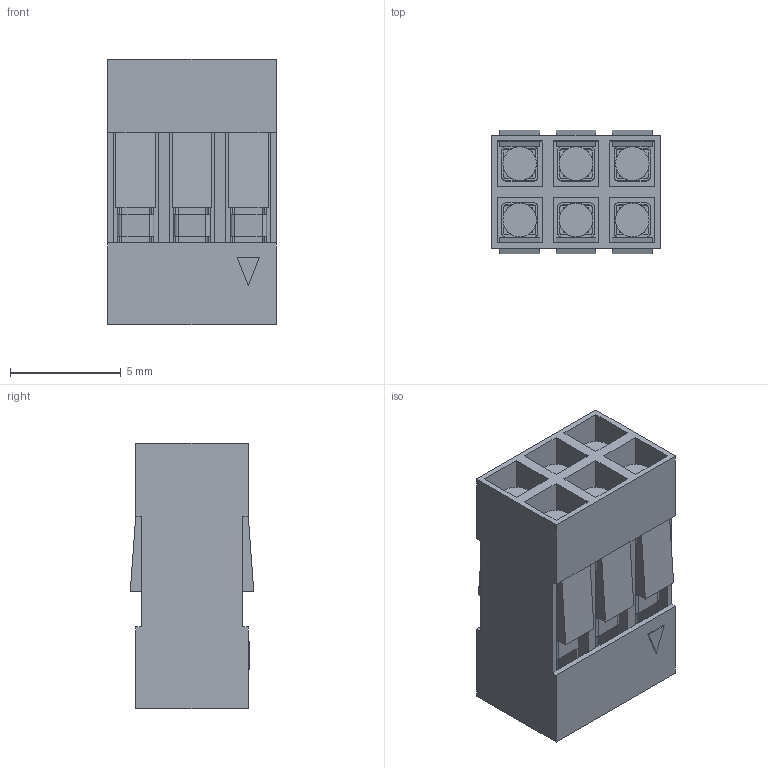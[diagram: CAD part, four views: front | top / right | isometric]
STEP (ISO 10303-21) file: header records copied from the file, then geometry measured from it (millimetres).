
FILE_DESCRIPTION (( 'STEP AP214' ), '1' );
FILE_NAME ('DS1071-2x3.STEP', '2019-05-31T22:52:10', ( 'VR' ), ( '' ), 'SwSTEP 2.0', 'SolidWorks 2016', '' );
FILE_SCHEMA (( 'AUTOMOTIVE_DESIGN' ));
Length unit declared in the file: millimetre
Products named in the file (1): DS1071-2x3
Bounding box: 7.62 x 5.57 x 12 mm (x, y, z)
Volume: 221.1 mm3; surface area: 1471.9 mm2
Topology: 7 solids, 7 shells, 414 faces, 1257 edges, 798 vertices
Faces by surface type: plane 306, cylinder 108
Entity records: 18731 total; most frequent: ORIENTED_EDGE 2514, CARTESIAN_POINT 2470, DIRECTION 2363, EDGE_CURVE 1257, VECTOR 981, LINE 981, VERTEX_POINT 798, AXIS2_PLACEMENT_3D 691
